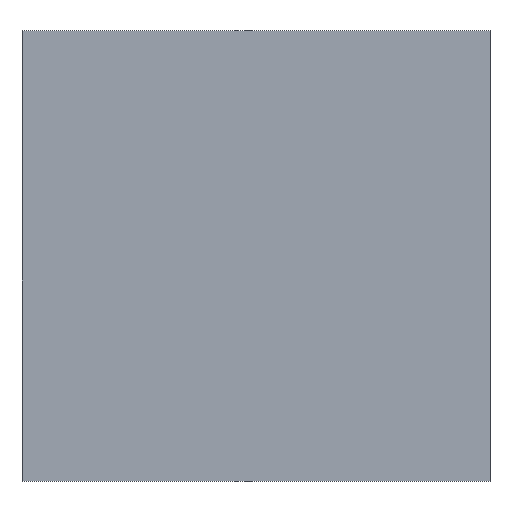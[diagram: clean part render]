
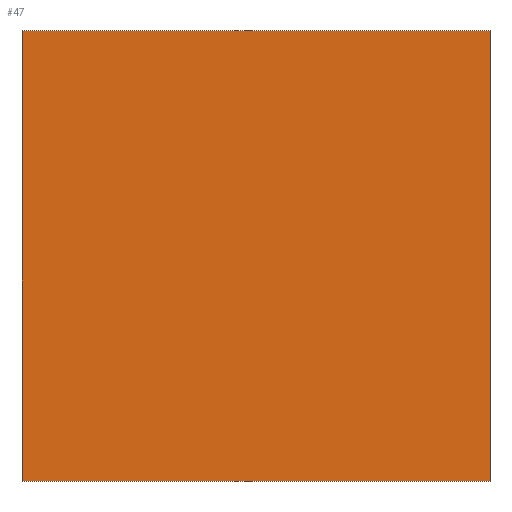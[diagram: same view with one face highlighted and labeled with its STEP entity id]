
A CAD part, top view. The second image highlights one B-rep face of the part: STEP entity #47.
In plain terms, the highlighted planar face has unit normal (0, 0, 1).
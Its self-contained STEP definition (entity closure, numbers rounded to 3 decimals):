
#47=ADVANCED_FACE('',(#97),#98,.T.);
#97=FACE_OUTER_BOUND('',#147,.T.);
#98=PLANE('',#148);
#147=EDGE_LOOP('',(#211,#212,#213,#214));
#148=AXIS2_PLACEMENT_3D('',#215,#216,#217);
#211=ORIENTED_EDGE('',*,*,#325,.T.);
#212=ORIENTED_EDGE('',*,*,#326,.F.);
#213=ORIENTED_EDGE('',*,*,#327,.T.);
#214=ORIENTED_EDGE('',*,*,#322,.T.);
#215=CARTESIAN_POINT('',(-80.,-77.0,12.3));
#216=DIRECTION('',(0.,0.,1.0));
#217=DIRECTION('',(1.0,0.,0.0));
#322=EDGE_CURVE('',#382,#380,#383,.T.);
#325=EDGE_CURVE('',#380,#386,#387,.T.);
#326=EDGE_CURVE('',#388,#386,#389,.T.);
#327=EDGE_CURVE('',#388,#382,#390,.T.);
#380=VERTEX_POINT('',#465);
#382=VERTEX_POINT('',#468);
#383=LINE('',#469,#470);
#386=VERTEX_POINT('',#474);
#387=LINE('',#475,#476);
#388=VERTEX_POINT('',#477);
#389=LINE('',#478,#479);
#390=LINE('',#480,#481);
#465=CARTESIAN_POINT('',(80.,-77.0,12.3));
#468=CARTESIAN_POINT('',(-80.,-77.0,12.3));
#469=CARTESIAN_POINT('',(-80.,-77.0,12.3));
#470=VECTOR('',#555,160.0);
#474=CARTESIAN_POINT('',(80.,77.0,12.3));
#475=CARTESIAN_POINT('',(80.,77.0,12.3));
#476=VECTOR('',#557,154.0);
#477=CARTESIAN_POINT('',(-80.,77.0,12.3));
#478=CARTESIAN_POINT('',(-80.,77.0,12.3));
#479=VECTOR('',#558,160.0);
#480=CARTESIAN_POINT('',(-80.,77.0,12.3));
#481=VECTOR('',#559,154.0);
#555=DIRECTION('',(1.0,0.,0.));
#557=DIRECTION('',(0.,1.0,0.0));
#558=DIRECTION('',(1.0,0.,0.));
#559=DIRECTION('',(0.,-1.0,0.0));
